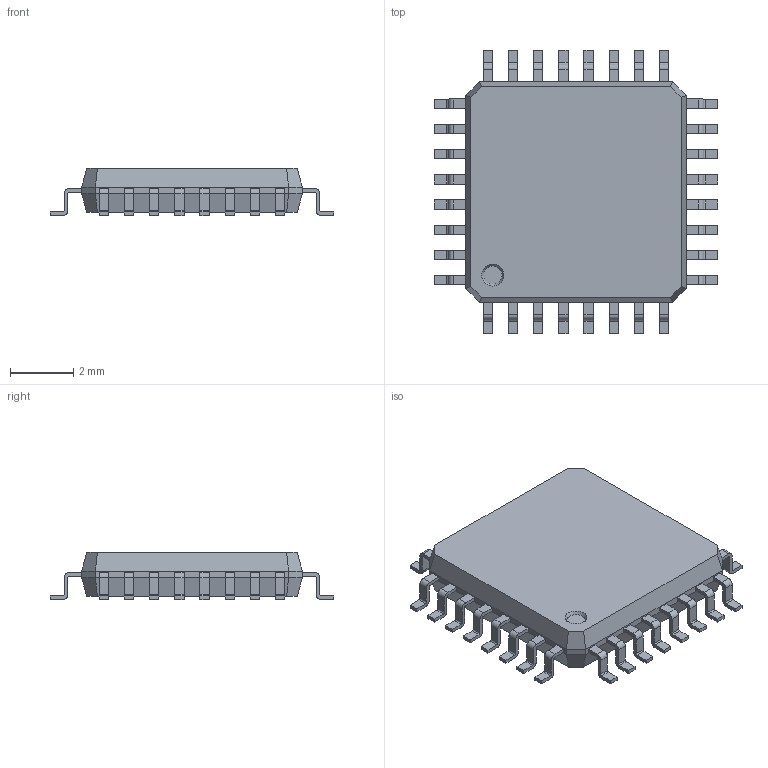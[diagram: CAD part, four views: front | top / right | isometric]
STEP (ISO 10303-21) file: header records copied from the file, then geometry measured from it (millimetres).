
FILE_DESCRIPTION(('STEP AP214'), '1');
FILE_NAME('QFP_package', '2019-01-11T21:01:09', ('Che'), (''), 'ASCON STEP Converter 1.3', 'ASCON Math Kernel', '');
FILE_SCHEMA(('AUTOMOTIVE_DESIGN { 1 0 10303 214 3 1 1}'));
Length unit declared in the file: millimetre
Bounding box: 9 x 9 x 1.5 mm (x, y, z)
Volume: 67.4 mm3; surface area: 171.6 mm2
Topology: 1 solids, 1 shells, 444 faces, 1211 edges, 802 vertices
Faces by surface type: plane 315, cylinder 128, cone 1
Entity records: 17556 total; most frequent: CARTESIAN_POINT 2457, ORIENTED_EDGE 2420, DIRECTION 2358, EDGE_CURVE 1210, LINE 952, VECTOR 952, VERTEX_POINT 802, AXIS2_PLACEMENT_3D 703
